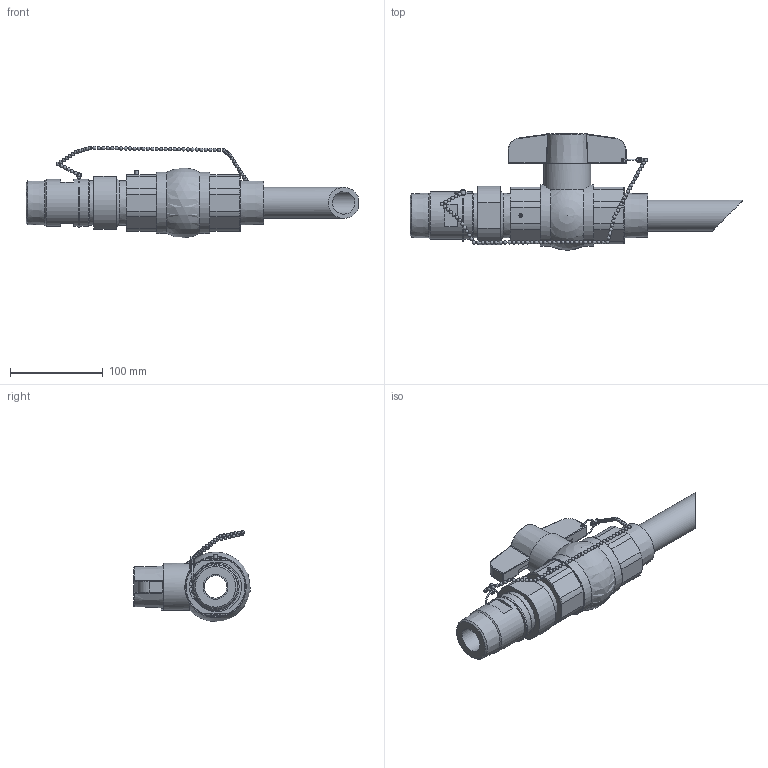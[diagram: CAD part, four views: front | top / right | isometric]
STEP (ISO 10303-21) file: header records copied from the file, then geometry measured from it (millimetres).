
FILE_DESCRIPTION(/* description */ (''),/* implementation_level */ '2;1');
FILE_NAME(/* name */ 'CS-15A15A-4IA-AAA_R0.stp',/* time_stamp */ '2024-11-15T09:15:35-05:00',/* author */ ('SalesDesk5'),/* organization */ (''),/* preprocessor_version */ 'ST-DEVELOPER v20',/* originating_system */ 'Autodesk Inventor 2025',/* authorisation */ '');
FILE_SCHEMA (('CONFIG_CONTROL_DESIGN'));
Length unit declared in the file: inch
Products named in the file (14): CS-15A15A-4IA-AAA; VMTE-1-ASSY; VMTE-1.5; CS-8GLD-15A15A-10-PVC-GLD; NIPPLE-75-PVC_R0; CCSR-V-SCREW; IQ-CS-10A15A-6IB-A; CS-4BODY-15A15A-PVC; PIPE-15A15A-PVC-4IB; a_50_unstressed; CS-1520POLY-CHAIN_R0; gn_10882_02; 20MMKR_R0; CHAIN-END30mm_R0
Assembly tree (26 placements, depth 3):
  CS-15A15A-4IA-AAA
    VMTE-1-ASSY
      VMTE-1.5
      CS-8GLD-15A15A-10-PVC-GLD
      NIPPLE-75-PVC_R0
      CCSR-V-SCREW
    IQ-CS-10A15A-6IB-A
      CS-4BODY-15A15A-PVC
      PIPE-15A15A-PVC-4IB
    a_50_unstressed
    CS-1520POLY-CHAIN_R0
      CHAIN-END30mm_R0  x12
      gn_10882_02  x2
      20MMKR_R0  x2
Bounding box: 357.5 x 125.18 x 98.4 mm (x, y, z)
Volume: 664342.3 mm3; surface area: 173824.2 mm2
Topology: 23 solids, 23 shells, 420 faces, 1074 edges, 692 vertices
Faces by surface type: cylinder 149, plane 126, sphere 89, bspline 26, torus 16, cone 14
Full cylindrical faces by diameter (mm): 0.9 x72, 2.5 x2, 2.54 x1, 3.175 x1, 3.8 x2, 3.81 x2, 4 x2, 19.05 x1, 24.308 x1, 26.645 x1, 33.401 x1, 34.722 x2, 37.49 x1, 38.1 x1, 43.18 x1, 45.72 x1, 47.244 x1, 48.26 x1, 50.8 x3, 66.04 x2
Entity records: 8781 total; most frequent: CARTESIAN_POINT 2407, DIRECTION 1283, ORIENTED_EDGE 1156, EDGE_CURVE 578, AXIS2_PLACEMENT_3D 529, VERTEX_POINT 369, EDGE_LOOP 279, CIRCLE 269
